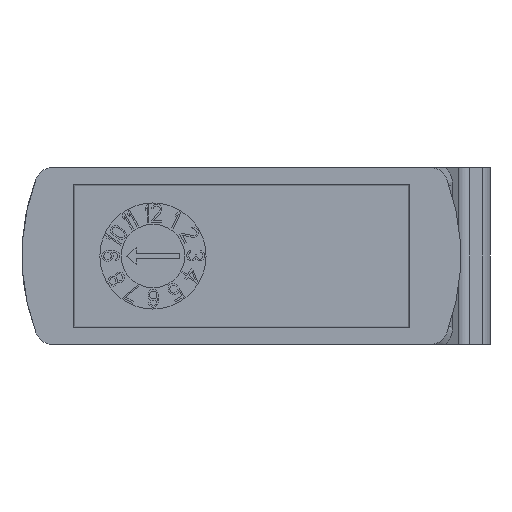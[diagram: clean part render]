
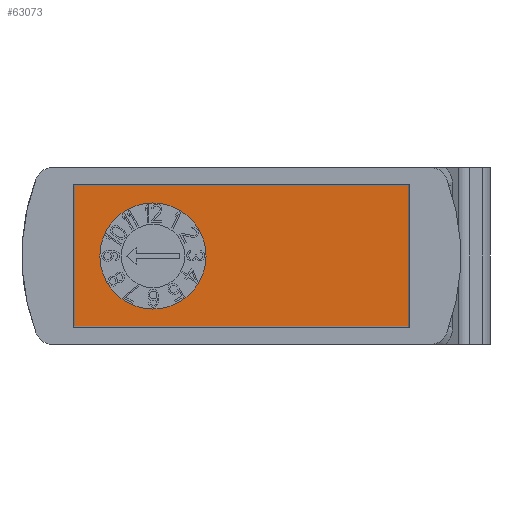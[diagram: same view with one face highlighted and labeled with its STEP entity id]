
A CAD part, front view. The second image highlights one B-rep face of the part: STEP entity #63073.
In plain terms, the highlighted planar face has unit normal (0, -1, 0).
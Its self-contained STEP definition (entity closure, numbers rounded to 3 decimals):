
#2463=DIRECTION('',(0.,0.,-1.));
#2464=VECTOR('',#2463,7.95);
#2465=CARTESIAN_POINT('',(-9.425,0.8,3.975));
#2466=LINE('',#2465,#2464);
#2467=DIRECTION('',(-1.,0.,0.));
#2468=VECTOR('',#2467,18.85);
#2469=CARTESIAN_POINT('',(9.425,0.8,3.975));
#2470=LINE('',#2469,#2468);
#2471=DIRECTION('',(0.,0.,-1.));
#2472=VECTOR('',#2471,7.95);
#2473=CARTESIAN_POINT('',(9.425,0.8,3.975));
#2474=LINE('',#2473,#2472);
#2475=DIRECTION('',(-1.,0.,0.));
#2476=VECTOR('',#2475,18.85);
#2477=CARTESIAN_POINT('',(9.425,0.8,-3.975));
#2478=LINE('',#2477,#2476);
#2479=CARTESIAN_POINT('',(-5.,0.8,0.));
#2480=DIRECTION('',(0.,1.,0.));
#2481=DIRECTION('',(-1.,0.,0.));
#2482=AXIS2_PLACEMENT_3D('',#2479,#2480,#2481);
#2484=CARTESIAN_POINT('',(-5.,0.8,0.));
#2485=DIRECTION('',(0.,1.,0.));
#2486=DIRECTION('',(1.,0.,0.));
#2487=AXIS2_PLACEMENT_3D('',#2484,#2485,#2486);
#52102=CARTESIAN_POINT('',(-9.425,0.8,3.975));
#52103=CARTESIAN_POINT('',(-9.425,0.8,-3.975));
#52104=VERTEX_POINT('',#52102);
#52105=VERTEX_POINT('',#52103);
#52106=CARTESIAN_POINT('',(9.425,0.8,3.975));
#52107=CARTESIAN_POINT('',(9.425,0.8,-3.975));
#52108=VERTEX_POINT('',#52106);
#52109=VERTEX_POINT('',#52107);
#52114=CARTESIAN_POINT('',(-8.,0.8,0.));
#52115=CARTESIAN_POINT('',(-2.,0.8,0.));
#52116=VERTEX_POINT('',#52114);
#52117=VERTEX_POINT('',#52115);
#63056=CARTESIAN_POINT('',(0.,0.8,0.));
#63057=DIRECTION('',(0.,-1.,0.));
#63058=DIRECTION('',(-1.,0.,0.));
#63059=AXIS2_PLACEMENT_3D('',#63056,#63057,#63058);
#63060=PLANE('',#63059);
#63061=ORIENTED_EDGE('',*,*,#63022,.F.);
#63062=ORIENTED_EDGE('',*,*,#63038,.F.);
#63063=ORIENTED_EDGE('',*,*,#63049,.T.);
#63064=ORIENTED_EDGE('',*,*,#63007,.T.);
#63065=EDGE_LOOP('',(#63061,#63062,#63063,#63064));
#63066=FACE_OUTER_BOUND('',#63065,.F.);
#63068=ORIENTED_EDGE('',*,*,#63067,.F.);
#63070=ORIENTED_EDGE('',*,*,#63069,.F.);
#63071=EDGE_LOOP('',(#63068,#63070));
#63072=FACE_BOUND('',#63071,.F.);
#63073=ADVANCED_FACE('',(#63066,#63072),#63060,.T.);
#2483=CIRCLE('',#2482,3.);
#2488=CIRCLE('',#2487,3.);
#63007=EDGE_CURVE('',#52109,#52105,#2478,.T.);
#63022=EDGE_CURVE('',#52104,#52105,#2466,.T.);
#63038=EDGE_CURVE('',#52108,#52104,#2470,.T.);
#63049=EDGE_CURVE('',#52108,#52109,#2474,.T.);
#63067=EDGE_CURVE('',#52116,#52117,#2483,.T.);
#63069=EDGE_CURVE('',#52117,#52116,#2488,.T.);
